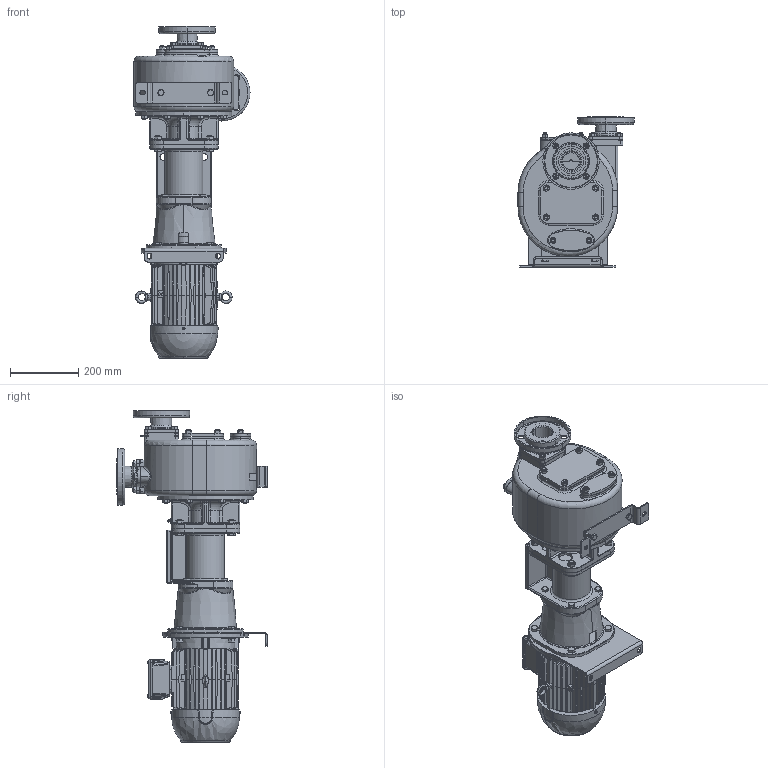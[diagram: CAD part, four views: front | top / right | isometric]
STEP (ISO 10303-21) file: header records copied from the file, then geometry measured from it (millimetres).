
FILE_DESCRIPTION((''),'2;1');
FILE_NAME('S_66_K_BBT_F_SW0001','2016-10-28T',('Nicola'),(''),'CREO PARAMETRIC BY PTC INC, 2015290','CREO PARAMETRIC BY PTC INC, 2015290','');
FILE_SCHEMA(('CONFIG_CONTROL_DESIGN'));
Products named in the file (1): S_66_K_BBT_F_SW0001
Bounding box: 339 x 439 x 969.6 mm (x, y, z)
Volume: 27989888.4 mm3; surface area: 2009180 mm2
Topology: 2 solids, 10 shells, 4048 faces, 9720 edges, 6032 vertices
Faces by surface type: plane 2104, cone 832, cylinder 757, torus 172, bspline 161, sphere 14, extrusion 8
Entity records: 158794 total; most frequent: CARTESIAN_POINT 67086, ORIENTED_EDGE 19398, DIRECTION 18235, EDGE_CURVE 9699, AXIS2_PLACEMENT_3D 6728, VERTEX_POINT 6032, VECTOR 4779, LINE 4771
